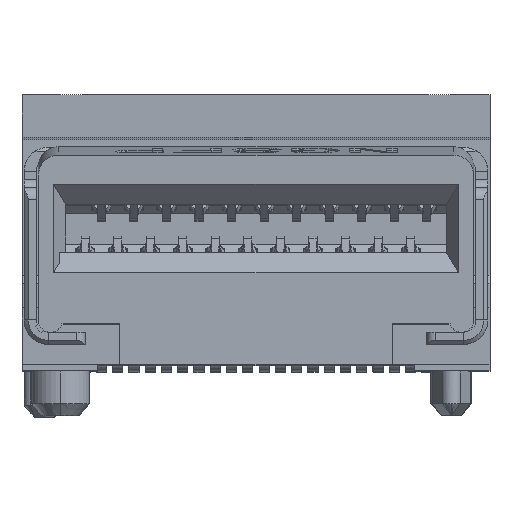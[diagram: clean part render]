
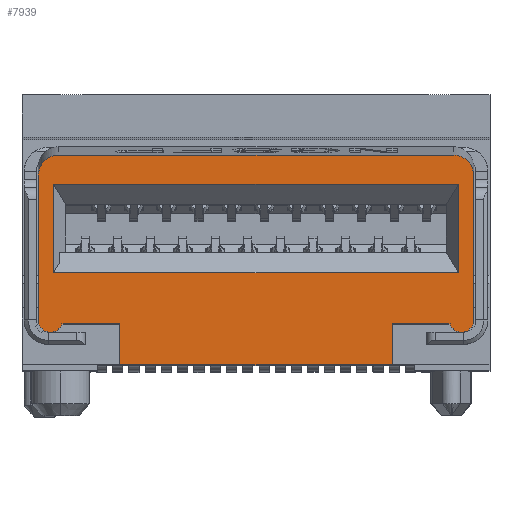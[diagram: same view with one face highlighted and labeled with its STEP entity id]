
A CAD part, top view. The second image highlights one B-rep face of the part: STEP entity #7939.
In plain terms, the highlighted planar face has unit normal (0, 0, 1).
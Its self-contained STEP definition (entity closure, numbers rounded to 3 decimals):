
#2149 = VECTOR ( 'NONE', #26735, 1000. ) ;
#4370 = DIRECTION ( 'NONE',  ( 0., -1., 0. ) ) ;
#4542 = CARTESIAN_POINT ( 'NONE',  ( 4.975, 4.585, 0. ) ) ;
#4658 = DIRECTION ( 'NONE',  ( 0., 1., 0. ) ) ;
#5339 = DIRECTION ( 'NONE',  ( 0., 0., -1. ) ) ;
#6118 = DIRECTION ( 'NONE',  ( -1., 0., 0. ) ) ;
#6280 = CARTESIAN_POINT ( 'NONE',  ( 3.35, 1.15, 0. ) ) ;
#7062 = CARTESIAN_POINT ( 'NONE',  ( 5.35, 2.35, 0. ) ) ;
#7939 = ADVANCED_FACE ( 'NONE', ( #53449, #28999 ), #45399, .F. ) ;
#7996 = DIRECTION ( 'NONE',  ( -1., 0., 0. ) ) ;
#8506 = VERTEX_POINT ( 'NONE', #20350 ) ;
#9081 = CARTESIAN_POINT ( 'NONE',  ( -4.767, 1.15, 0. ) ) ;
#10570 = EDGE_CURVE ( 'NONE', #80023, #69064, #79271, .T. ) ;
#11720 = VECTOR ( 'NONE', #4370, 1000. ) ;
#11816 = CARTESIAN_POINT ( 'NONE',  ( 5.75, 5.3, 0. ) ) ;
#11843 = ORIENTED_EDGE ( 'NONE', *, *, #22323, .T. ) ;
#12057 = LINE ( 'NONE', #42518, #24849 ) ;
#14618 = EDGE_CURVE ( 'NONE', #8506, #72573, #12057, .T. ) ;
#14699 = DIRECTION ( 'NONE',  ( -1., 0., 0. ) ) ;
#15549 = CARTESIAN_POINT ( 'NONE',  ( -4.85, 5.3, 0. ) ) ;
#15556 = VECTOR ( 'NONE', #14699, 1000. ) ;
#15659 = CARTESIAN_POINT ( 'NONE',  ( 3.35, 0.15, 0. ) ) ;
#16612 = LINE ( 'NONE', #72933, #38982 ) ;
#16719 = ORIENTED_EDGE ( 'NONE', *, *, #55419, .T. ) ;
#17636 = VERTEX_POINT ( 'NONE', #38902 ) ;
#17672 = VECTOR ( 'NONE', #37505, 1000. ) ;
#19132 = VECTOR ( 'NONE', #80112, 1000. ) ;
#19646 = DIRECTION ( 'NONE',  ( 1., 0., 0. ) ) ;
#20154 = CARTESIAN_POINT ( 'NONE',  ( -5.35, 2.35, 0. ) ) ;
#20350 = CARTESIAN_POINT ( 'NONE',  ( -3.35, 1.15, 0. ) ) ;
#21155 = VECTOR ( 'NONE', #71082, 1000. ) ;
#22319 = VECTOR ( 'NONE', #7996, 1000. ) ;
#22323 = EDGE_CURVE ( 'NONE', #62794, #29696, #37910, .T. ) ;
#24112 = ORIENTED_EDGE ( 'NONE', *, *, #43238, .F. ) ;
#24674 = CARTESIAN_POINT ( 'NONE',  ( -3.35, 1.15, 0. ) ) ;
#24849 = VECTOR ( 'NONE', #43089, 1000. ) ;
#25097 = CARTESIAN_POINT ( 'NONE',  ( -4.85, 5.3, 0. ) ) ;
#25620 = ORIENTED_EDGE ( 'NONE', *, *, #55503, .F. ) ;
#25728 = ORIENTED_EDGE ( 'NONE', *, *, #29465, .F. ) ;
#25869 = CIRCLE ( 'NONE', #63143, 0.3 ) ;
#25979 = CARTESIAN_POINT ( 'NONE',  ( 3.35, 1.15, 0. ) ) ;
#26635 = VECTOR ( 'NONE', #6118, 1000. ) ;
#26735 = DIRECTION ( 'NONE',  ( 0., -1., 0. ) ) ;
#27082 = EDGE_CURVE ( 'NONE', #80023, #17636, #69141, .T. ) ;
#28803 = LINE ( 'NONE', #45101, #11720 ) ;
#28999 = FACE_OUTER_BOUND ( 'NONE', #83248, .T. ) ;
#29356 = VERTEX_POINT ( 'NONE', #65598 ) ;
#29387 = ORIENTED_EDGE ( 'NONE', *, *, #85014, .T. ) ;
#29465 = EDGE_CURVE ( 'NONE', #64599, #29356, #40452, .T. ) ;
#29696 = VERTEX_POINT ( 'NONE', #76203 ) ;
#30604 = ORIENTED_EDGE ( 'NONE', *, *, #41251, .F. ) ;
#31209 = CARTESIAN_POINT ( 'NONE',  ( 5.35, 4.799, 0. ) ) ;
#31930 = VERTEX_POINT ( 'NONE', #25979 ) ;
#32917 = ORIENTED_EDGE ( 'NONE', *, *, #50103, .T. ) ;
#33009 = EDGE_LOOP ( 'NONE', ( #11843, #60419, #16719, #29387 ) ) ;
#33546 = CARTESIAN_POINT ( 'NONE',  ( 5.75, 0.15, 0. ) ) ;
#33993 = DIRECTION ( 'NONE',  ( 0., -1., 0. ) ) ;
#34050 = CARTESIAN_POINT ( 'NONE',  ( 5.75, 2.415, 0. ) ) ;
#34702 =( BOUNDED_CURVE ( )  B_SPLINE_CURVE ( 3, ( #15549, #76396, #68132, #56807 ),
 .UNSPECIFIED., .F., .F. ) 
 B_SPLINE_CURVE_WITH_KNOTS ( ( 4, 4 ),
 ( 3.142, 4.712 ),
 .UNSPECIFIED. ) 
 CURVE ( )  GEOMETRIC_REPRESENTATION_ITEM ( )  RATIONAL_B_SPLINE_CURVE ( ( 1., 0.805, 0.805, 1. ) ) 
 REPRESENTATION_ITEM ( '' )  );
#36173 = VERTEX_POINT ( 'NONE', #64091 ) ;
#36780 = VERTEX_POINT ( 'NONE', #4542 ) ;
#36913 = CARTESIAN_POINT ( 'NONE',  ( -5.35, 4.799, 0. ) ) ;
#37505 = DIRECTION ( 'NONE',  ( 0., 1., 0. ) ) ;
#37873 = ORIENTED_EDGE ( 'NONE', *, *, #10570, .T. ) ;
#37910 = LINE ( 'NONE', #34050, #15556 ) ;
#38674 = CARTESIAN_POINT ( 'NONE',  ( 5.35, 5.093, 0. ) ) ;
#38776 = VERTEX_POINT ( 'NONE', #39326 ) ;
#38902 = CARTESIAN_POINT ( 'NONE',  ( 5.35, 1.25, 0. ) ) ;
#38982 = VECTOR ( 'NONE', #59826, 1000. ) ;
#39326 = CARTESIAN_POINT ( 'NONE',  ( 4.767, 1.15, 0. ) ) ;
#40330 = LINE ( 'NONE', #6280, #51999 ) ;
#40452 = LINE ( 'NONE', #33546, #26635 ) ;
#41251 = EDGE_CURVE ( 'NONE', #17636, #38776, #25869, .T. ) ;
#41523 = CIRCLE ( 'NONE', #60941, 0.3 ) ;
#42518 = CARTESIAN_POINT ( 'NONE',  ( -4.767, 1.15, 0. ) ) ;
#42560 = EDGE_CURVE ( 'NONE', #70248, #63114, #34702, .T. ) ;
#43089 = DIRECTION ( 'NONE',  ( -1., 0., 0. ) ) ;
#43238 = EDGE_CURVE ( 'NONE', #38776, #31930, #62713, .T. ) ;
#45101 = CARTESIAN_POINT ( 'NONE',  ( 4.975, 5.3, 0. ) ) ;
#45105 = DIRECTION ( 'NONE',  ( 0., 0., -1. ) ) ;
#45176 = CARTESIAN_POINT ( 'NONE',  ( 5.35, 4.799, 0. ) ) ;
#45399 = PLANE ( 'NONE',  #85474 ) ;
#45781 = CARTESIAN_POINT ( 'NONE',  ( 4.85, 5.3, 0. ) ) ;
#48942 = CARTESIAN_POINT ( 'NONE',  ( 4.85, 5.3, 0. ) ) ;
#50103 = EDGE_CURVE ( 'NONE', #69064, #70248, #54204, .T. ) ;
#50489 = LINE ( 'NONE', #20154, #68586 ) ;
#51369 = DIRECTION ( 'NONE',  ( -1., 0., 0. ) ) ;
#51999 = VECTOR ( 'NONE', #33993, 1000. ) ;
#52502 = CARTESIAN_POINT ( 'NONE',  ( -5.35, 1.25, 0. ) ) ;
#53449 = FACE_BOUND ( 'NONE', #33009, .T. ) ;
#54204 = LINE ( 'NONE', #62694, #22319 ) ;
#55419 = EDGE_CURVE ( 'NONE', #36173, #36780, #74328, .T. ) ;
#55503 = EDGE_CURVE ( 'NONE', #31930, #64599, #40330, .T. ) ;
#56807 = CARTESIAN_POINT ( 'NONE',  ( -5.35, 4.799, 0. ) ) ;
#57609 = ORIENTED_EDGE ( 'NONE', *, *, #27082, .F. ) ;
#58444 = CARTESIAN_POINT ( 'NONE',  ( 4.767, 1.15, 0. ) ) ;
#58975 = EDGE_CURVE ( 'NONE', #86866, #63114, #50489, .T. ) ;
#59826 = DIRECTION ( 'NONE',  ( 0., 1., 0. ) ) ;
#59942 = DIRECTION ( 'NONE',  ( 0., 1., 0. ) ) ;
#60419 = ORIENTED_EDGE ( 'NONE', *, *, #78777, .T. ) ;
#60607 = EDGE_CURVE ( 'NONE', #29356, #8506, #67662, .T. ) ;
#60941 = AXIS2_PLACEMENT_3D ( 'NONE', #77743, #45105, #51369 ) ;
#62694 = CARTESIAN_POINT ( 'NONE',  ( 5.75, 5.3, 0. ) ) ;
#62713 = LINE ( 'NONE', #58444, #19132 ) ;
#62794 = VERTEX_POINT ( 'NONE', #64310 ) ;
#63114 = VERTEX_POINT ( 'NONE', #36913 ) ;
#63143 = AXIS2_PLACEMENT_3D ( 'NONE', #86704, #5339, #19646 ) ;
#63487 = ORIENTED_EDGE ( 'NONE', *, *, #14618, .F. ) ;
#64091 = CARTESIAN_POINT ( 'NONE',  ( -4.975, 4.585, 0. ) ) ;
#64310 = CARTESIAN_POINT ( 'NONE',  ( 4.975, 2.415, 0. ) ) ;
#64599 = VERTEX_POINT ( 'NONE', #15659 ) ;
#65598 = CARTESIAN_POINT ( 'NONE',  ( -3.35, 0.15, 0. ) ) ;
#65894 = DIRECTION ( 'NONE',  ( 0., 0., -1. ) ) ;
#67662 = LINE ( 'NONE', #24674, #17672 ) ;
#68132 = CARTESIAN_POINT ( 'NONE',  ( -5.35, 5.093, 0. ) ) ;
#68586 = VECTOR ( 'NONE', #59942, 1000. ) ;
#69064 = VERTEX_POINT ( 'NONE', #48942 ) ;
#69141 = LINE ( 'NONE', #7062, #2149 ) ;
#69657 = EDGE_CURVE ( 'NONE', #72573, #86866, #41523, .T. ) ;
#70248 = VERTEX_POINT ( 'NONE', #25097 ) ;
#71082 = DIRECTION ( 'NONE',  ( 1., 0., 0. ) ) ;
#72573 = VERTEX_POINT ( 'NONE', #9081 ) ;
#72933 = CARTESIAN_POINT ( 'NONE',  ( -4.975, 5.3, 0. ) ) ;
#73107 = CARTESIAN_POINT ( 'NONE',  ( 5.143, 5.3, 0. ) ) ;
#74328 = LINE ( 'NONE', #79971, #21155 ) ;
#76203 = CARTESIAN_POINT ( 'NONE',  ( -4.975, 2.415, 0. ) ) ;
#76396 = CARTESIAN_POINT ( 'NONE',  ( -5.143, 5.3, 0. ) ) ;
#76579 = ORIENTED_EDGE ( 'NONE', *, *, #69657, .F. ) ;
#77743 = CARTESIAN_POINT ( 'NONE',  ( -5.05, 1.25, 0. ) ) ;
#78777 = EDGE_CURVE ( 'NONE', #29696, #36173, #16612, .T. ) ;
#79271 =( BOUNDED_CURVE ( )  B_SPLINE_CURVE ( 3, ( #45176, #38674, #73107, #45781 ),
 .UNSPECIFIED., .F., .F. ) 
 B_SPLINE_CURVE_WITH_KNOTS ( ( 4, 4 ),
 ( 4.712, 6.283 ),
 .UNSPECIFIED. ) 
 CURVE ( )  GEOMETRIC_REPRESENTATION_ITEM ( )  RATIONAL_B_SPLINE_CURVE ( ( 1., 0.805, 0.805, 1. ) ) 
 REPRESENTATION_ITEM ( '' )  );
#79971 = CARTESIAN_POINT ( 'NONE',  ( 5.75, 4.585, 0. ) ) ;
#80023 = VERTEX_POINT ( 'NONE', #31209 ) ;
#80112 = DIRECTION ( 'NONE',  ( -1., 0., 0. ) ) ;
#83248 = EDGE_LOOP ( 'NONE', ( #76579, #63487, #87342, #25728, #25620, #24112, #30604, #57609, #37873, #32917, #86303, #86116 ) ) ;
#85014 = EDGE_CURVE ( 'NONE', #36780, #62794, #28803, .T. ) ;
#85474 = AXIS2_PLACEMENT_3D ( 'NONE', #11816, #65894, #4658 ) ;
#86116 = ORIENTED_EDGE ( 'NONE', *, *, #58975, .F. ) ;
#86303 = ORIENTED_EDGE ( 'NONE', *, *, #42560, .T. ) ;
#86704 = CARTESIAN_POINT ( 'NONE',  ( 5.05, 1.25, 0. ) ) ;
#86866 = VERTEX_POINT ( 'NONE', #52502 ) ;
#87342 = ORIENTED_EDGE ( 'NONE', *, *, #60607, .F. ) ;
